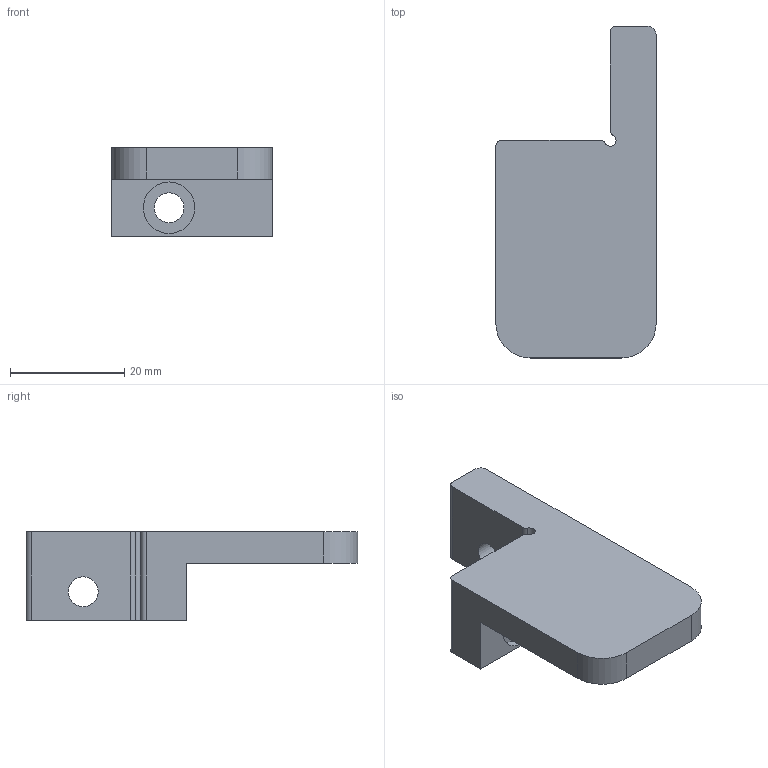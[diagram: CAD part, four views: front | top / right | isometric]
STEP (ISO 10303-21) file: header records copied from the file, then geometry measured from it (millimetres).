
FILE_DESCRIPTION(/* description */ (''),/* implementation_level */ '2;1');
FILE_NAME(/* name */ 'z_leadscrew_support.step',/* time_stamp */ '2018-12-24T17:26:54-06:00',/* author */ ('***REMOVED***'),/* organization */ (''),/* preprocessor_version */ 'ST-DEVELOPER v17.2',/* originating_system */ 'Autodesk Translation Framework v7.6.0.251',/* authorisation */ '');
FILE_SCHEMA (('AUTOMOTIVE_DESIGN { 1 0 10303 214 3 1 1 }'));
Length unit declared in the file: millimetre
Products named in the file (2): z leadscrew support; support
Assembly tree (1 placements, depth 2):
  z leadscrew support
    support
Bounding box: 28 x 58 x 15.5 mm (x, y, z)
Volume: 9765.9 mm3; surface area: 4773 mm2
Topology: 1 solids, 1 shells, 26 faces, 67 edges, 46 vertices
Faces by surface type: cylinder 13, plane 13
Full cylindrical faces by diameter (mm): 5.2 x2, 8 x1, 9 x2
Entity records: 874 total; most frequent: DIRECTION 155, CARTESIAN_POINT 142, ORIENTED_EDGE 134, EDGE_CURVE 67, AXIS2_PLACEMENT_3D 59, VERTEX_POINT 46, LINE 37, VECTOR 37
